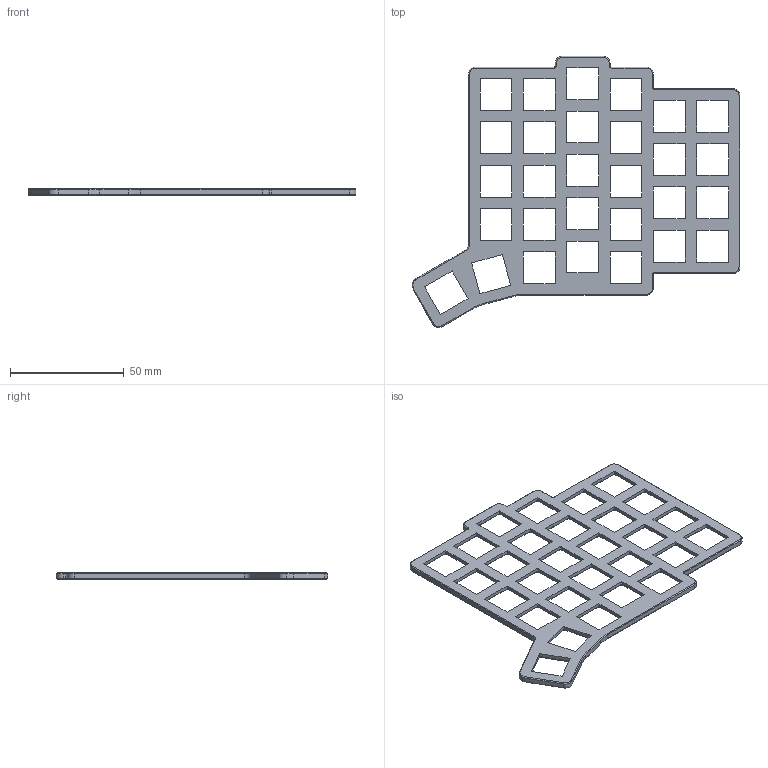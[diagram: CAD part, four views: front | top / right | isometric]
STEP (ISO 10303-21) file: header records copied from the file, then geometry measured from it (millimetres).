
FILE_DESCRIPTION(('FreeCAD Model'),'2;1');
FILE_NAME('Open CASCADE Shape Model','2025-02-06T10:33:17',(''),(''), 'Open CASCADE STEP processor 7.6','FreeCAD','Unknown');
FILE_SCHEMA(('AUTOMOTIVE_DESIGN { 1 0 10303 214 1 1 1 1 }'));
Length unit declared in the file: millimetre
Products named in the file (1): Plate-Right
Bounding box: 143.84 x 118.98 x 2.8 mm (x, y, z)
Volume: 14628.6 mm3; surface area: 18398.3 mm2
Topology: 1 solids, 1 shells, 478 faces, 1275 edges, 828 vertices
Faces by surface type: plane 311, cylinder 133, cone 34
Entity records: 14909 total; most frequent: CARTESIAN_POINT 2582, ORIENTED_EDGE 2550, DIRECTION 2533, EDGE_CURVE 1275, LINE 975, VECTOR 975, VERTEX_POINT 828, AXIS2_PLACEMENT_3D 779
